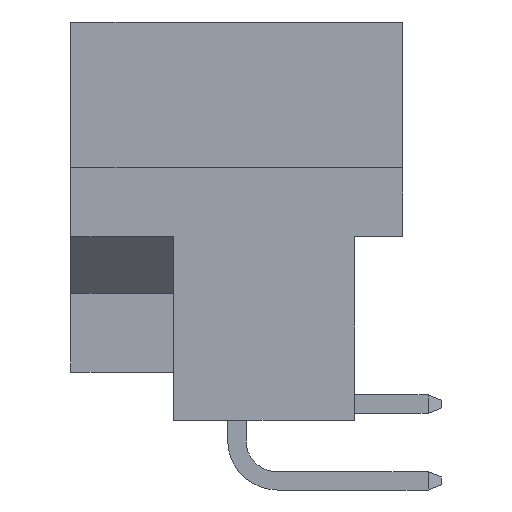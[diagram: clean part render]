
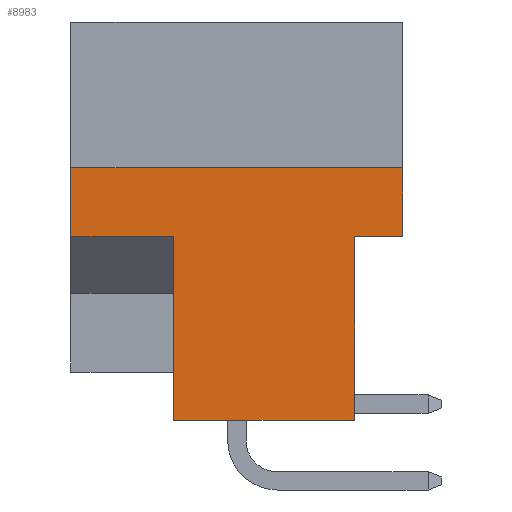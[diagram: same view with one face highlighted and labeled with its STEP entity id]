
A CAD part, left-side view. The second image highlights one B-rep face of the part: STEP entity #8983.
In plain terms, the highlighted planar face has unit normal (-1, 0, 0).
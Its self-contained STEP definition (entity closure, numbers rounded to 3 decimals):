
#68 = PLANE ( 'NONE',  #751 ) ;
#446 = EDGE_CURVE ( 'NONE', #8283, #11340, #797, .T. ) ;
#467 = VERTEX_POINT ( 'NONE', #2241 ) ;
#551 = EDGE_CURVE ( 'NONE', #11340, #12275, #13696, .T. ) ;
#751 = AXIS2_PLACEMENT_3D ( 'NONE', #11262, #9717, #4967 ) ;
#797 = LINE ( 'NONE', #2006, #2664 ) ;
#1065 = ORIENTED_EDGE ( 'NONE', *, *, #12832, .F. ) ;
#1691 = VECTOR ( 'NONE', #15590, 1000. ) ;
#2006 = CARTESIAN_POINT ( 'NONE',  ( 0., 7.597, -13.2 ) ) ;
#2241 = CARTESIAN_POINT ( 'NONE',  ( 0., 0., -7.112 ) ) ;
#2392 = LINE ( 'NONE', #8432, #3553 ) ;
#2641 = DIRECTION ( 'NONE',  ( 0., 1., 0. ) ) ;
#2664 = VECTOR ( 'NONE', #9559, 1000. ) ;
#2917 = EDGE_CURVE ( 'NONE', #467, #12366, #14026, .T. ) ;
#2987 = CARTESIAN_POINT ( 'NONE',  ( 0., 0., 0. ) ) ;
#3553 = VECTOR ( 'NONE', #6349, 1000. ) ;
#4421 = VERTEX_POINT ( 'NONE', #14454 ) ;
#4644 = CARTESIAN_POINT ( 'NONE',  ( 0., 10.998, -13.2 ) ) ;
#4967 = DIRECTION ( 'NONE',  ( 0., 0., -1. ) ) ;
#4991 = ORIENTED_EDGE ( 'NONE', *, *, #7988, .F. ) ;
#6028 = CARTESIAN_POINT ( 'NONE',  ( 0., 7.597, -7.112 ) ) ;
#6266 = VERTEX_POINT ( 'NONE', #12249 ) ;
#6349 = DIRECTION ( 'NONE',  ( 0., 1., 0. ) ) ;
#6513 = CARTESIAN_POINT ( 'NONE',  ( 0., 1.6, 86.902 ) ) ;
#6828 = ORIENTED_EDGE ( 'NONE', *, *, #446, .F. ) ;
#7068 = DIRECTION ( 'NONE',  ( 0., -1., 0. ) ) ;
#7334 = ORIENTED_EDGE ( 'NONE', *, *, #2917, .T. ) ;
#7628 = FACE_OUTER_BOUND ( 'NONE', #9230, .T. ) ;
#7636 = EDGE_CURVE ( 'NONE', #4421, #6266, #7878, .T. ) ;
#7878 = LINE ( 'NONE', #6513, #15668 ) ;
#7892 = DIRECTION ( 'NONE',  ( 0., 0., 1. ) ) ;
#7988 = EDGE_CURVE ( 'NONE', #467, #4421, #2392, .T. ) ;
#8203 = DIRECTION ( 'NONE',  ( 0., 0., 1. ) ) ;
#8283 = VERTEX_POINT ( 'NONE', #10597 ) ;
#8290 = ORIENTED_EDGE ( 'NONE', *, *, #551, .F. ) ;
#8432 = CARTESIAN_POINT ( 'NONE',  ( 0., 0., -7.112 ) ) ;
#8555 = VERTEX_POINT ( 'NONE', #11617 ) ;
#8793 = EDGE_CURVE ( 'NONE', #8283, #6266, #13049, .T. ) ;
#8983 = ADVANCED_FACE ( 'NONE', ( #7628 ), #68, .F. ) ;
#9174 = ORIENTED_EDGE ( 'NONE', *, *, #7636, .F. ) ;
#9230 = EDGE_LOOP ( 'NONE', ( #9174, #4991, #7334, #12701, #1065, #8290, #6828, #14115 ) ) ;
#9558 = LINE ( 'NONE', #14581, #15624 ) ;
#9559 = DIRECTION ( 'NONE',  ( 0., 0., 1. ) ) ;
#9717 = DIRECTION ( 'NONE',  ( 1., 0., 0. ) ) ;
#10523 = VECTOR ( 'NONE', #7068, 1000. ) ;
#10597 = CARTESIAN_POINT ( 'NONE',  ( 0., 7.597, -13.2 ) ) ;
#11037 = VECTOR ( 'NONE', #7892, 1000. ) ;
#11262 = CARTESIAN_POINT ( 'NONE',  ( 0., 10.998, 0. ) ) ;
#11340 = VERTEX_POINT ( 'NONE', #15489 ) ;
#11617 = CARTESIAN_POINT ( 'NONE',  ( 0., 10.998, -4.826 ) ) ;
#12117 = EDGE_CURVE ( 'NONE', #8555, #12366, #13099, .T. ) ;
#12249 = CARTESIAN_POINT ( 'NONE',  ( 0., 1.6, -13.2 ) ) ;
#12275 = VERTEX_POINT ( 'NONE', #14697 ) ;
#12279 = CARTESIAN_POINT ( 'NONE',  ( 0., 0., -4.826 ) ) ;
#12366 = VERTEX_POINT ( 'NONE', #12279 ) ;
#12701 = ORIENTED_EDGE ( 'NONE', *, *, #12117, .F. ) ;
#12832 = EDGE_CURVE ( 'NONE', #12275, #8555, #9558, .T. ) ;
#13012 = CARTESIAN_POINT ( 'NONE',  ( 0., 10.998, -4.826 ) ) ;
#13049 = LINE ( 'NONE', #4644, #10523 ) ;
#13099 = LINE ( 'NONE', #13012, #1691 ) ;
#13696 = LINE ( 'NONE', #6028, #15547 ) ;
#13938 = DIRECTION ( 'NONE',  ( 0., 0., -1. ) ) ;
#14026 = LINE ( 'NONE', #2987, #11037 ) ;
#14115 = ORIENTED_EDGE ( 'NONE', *, *, #8793, .T. ) ;
#14454 = CARTESIAN_POINT ( 'NONE',  ( 0., 1.6, -7.112 ) ) ;
#14581 = CARTESIAN_POINT ( 'NONE',  ( 0., 10.998, 0. ) ) ;
#14697 = CARTESIAN_POINT ( 'NONE',  ( 0., 10.998, -7.112 ) ) ;
#15489 = CARTESIAN_POINT ( 'NONE',  ( 0., 7.597, -7.112 ) ) ;
#15547 = VECTOR ( 'NONE', #2641, 1000. ) ;
#15590 = DIRECTION ( 'NONE',  ( 0., -1., 0. ) ) ;
#15624 = VECTOR ( 'NONE', #8203, 1000. ) ;
#15668 = VECTOR ( 'NONE', #13938, 1000. ) ;
